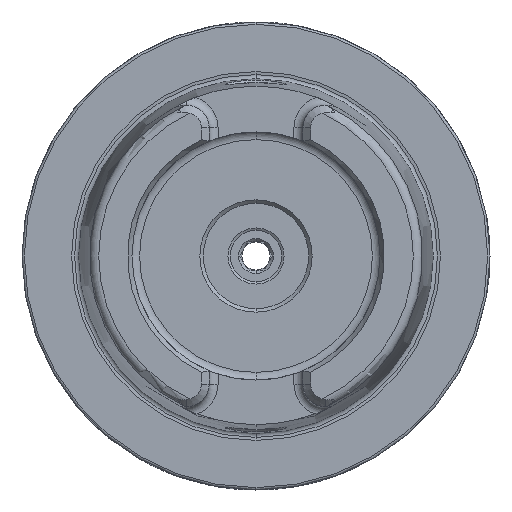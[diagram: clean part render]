
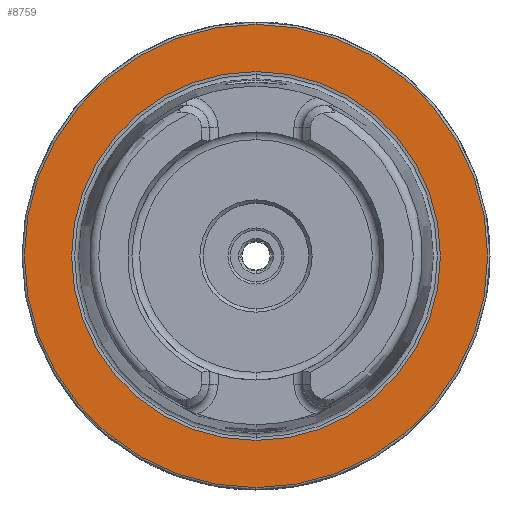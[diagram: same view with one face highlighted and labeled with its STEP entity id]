
A CAD part, left-side view. The second image highlights one B-rep face of the part: STEP entity #8759.
In plain terms, the highlighted planar face has unit normal (-1, 0, 0).
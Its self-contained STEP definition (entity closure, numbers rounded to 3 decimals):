
#178 = CIRCLE ( 'NONE', #1891, 49.5 ) ;
#1129 = CARTESIAN_POINT ( 'NONE',  ( 0., 0., 0. ) ) ;
#1209 = CARTESIAN_POINT ( 'NONE',  ( 0., 0., -39.405 ) ) ;
#1360 = AXIS2_PLACEMENT_3D ( 'NONE', #1129, #6972, #1977 ) ;
#1637 = VERTEX_POINT ( 'NONE', #6746 ) ;
#1649 = CIRCLE ( 'NONE', #1360, 39.405 ) ;
#1891 = AXIS2_PLACEMENT_3D ( 'NONE', #3488, #9410, #4348 ) ;
#1977 = DIRECTION ( 'NONE',  ( 0., 0., 1. ) ) ;
#2258 = CIRCLE ( 'NONE', #5429, 49.5 ) ;
#2528 = ORIENTED_EDGE ( 'NONE', *, *, #2751, .F. ) ;
#2751 = EDGE_CURVE ( 'NONE', #6278, #2857, #6941, .T. ) ;
#2804 = ORIENTED_EDGE ( 'NONE', *, *, #9706, .F. ) ;
#2857 = VERTEX_POINT ( 'NONE', #1209 ) ;
#2873 = EDGE_CURVE ( 'NONE', #1637, #8518, #2258, .T. ) ;
#3444 = CARTESIAN_POINT ( 'NONE',  ( 0., 0., 39.405 ) ) ;
#3488 = CARTESIAN_POINT ( 'NONE',  ( 0., 0., 0. ) ) ;
#3512 = ORIENTED_EDGE ( 'NONE', *, *, #9555, .T. ) ;
#3645 = ORIENTED_EDGE ( 'NONE', *, *, #2873, .T. ) ;
#4348 = DIRECTION ( 'NONE',  ( 0., 0., 1. ) ) ;
#5001 = DIRECTION ( 'NONE',  ( 0., 0., -1. ) ) ;
#5048 = DIRECTION ( 'NONE',  ( 1., 0., 0. ) ) ;
#5161 = CARTESIAN_POINT ( 'NONE',  ( 0., 49.5, 0. ) ) ;
#5172 = DIRECTION ( 'NONE',  ( 0., 0., 1. ) ) ;
#5429 = AXIS2_PLACEMENT_3D ( 'NONE', #6447, #6120, #5172 ) ;
#5541 = CARTESIAN_POINT ( 'NONE',  ( 0., 0., 49.5 ) ) ;
#5956 = AXIS2_PLACEMENT_3D ( 'NONE', #5161, #5048, #5001 ) ;
#6120 = DIRECTION ( 'NONE',  ( -1., 0., 0. ) ) ;
#6278 = VERTEX_POINT ( 'NONE', #3444 ) ;
#6447 = CARTESIAN_POINT ( 'NONE',  ( 0., 0., 0. ) ) ;
#6522 = AXIS2_PLACEMENT_3D ( 'NONE', #7386, #7341, #7324 ) ;
#6697 = PLANE ( 'NONE',  #5956 ) ;
#6746 = CARTESIAN_POINT ( 'NONE',  ( 0., 0., -49.5 ) ) ;
#6941 = CIRCLE ( 'NONE', #6522, 39.405 ) ;
#6972 = DIRECTION ( 'NONE',  ( -1., 0., 0. ) ) ;
#7324 = DIRECTION ( 'NONE',  ( 0., 0., 1. ) ) ;
#7341 = DIRECTION ( 'NONE',  ( -1., 0., 0. ) ) ;
#7386 = CARTESIAN_POINT ( 'NONE',  ( 0., 0., 0. ) ) ;
#7982 = FACE_OUTER_BOUND ( 'NONE', #10500, .T. ) ;
#8330 = EDGE_LOOP ( 'NONE', ( #2528, #2804 ) ) ;
#8518 = VERTEX_POINT ( 'NONE', #5541 ) ;
#8759 = ADVANCED_FACE ( 'NONE', ( #9981, #7982 ), #6697, .F. ) ;
#9410 = DIRECTION ( 'NONE',  ( -1., 0., 0. ) ) ;
#9555 = EDGE_CURVE ( 'NONE', #8518, #1637, #178, .T. ) ;
#9706 = EDGE_CURVE ( 'NONE', #2857, #6278, #1649, .T. ) ;
#9981 = FACE_BOUND ( 'NONE', #8330, .T. ) ;
#10500 = EDGE_LOOP ( 'NONE', ( #3512, #3645 ) ) ;
